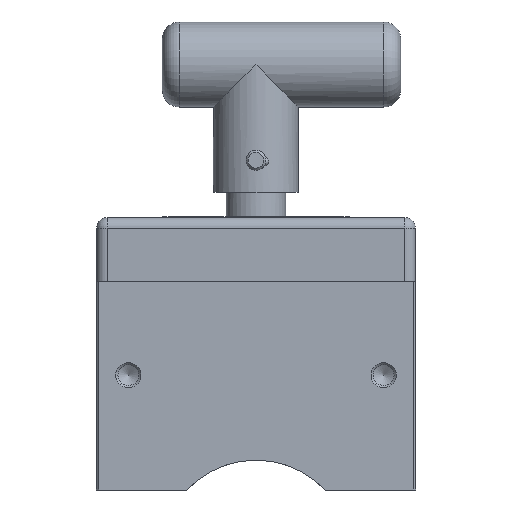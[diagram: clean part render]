
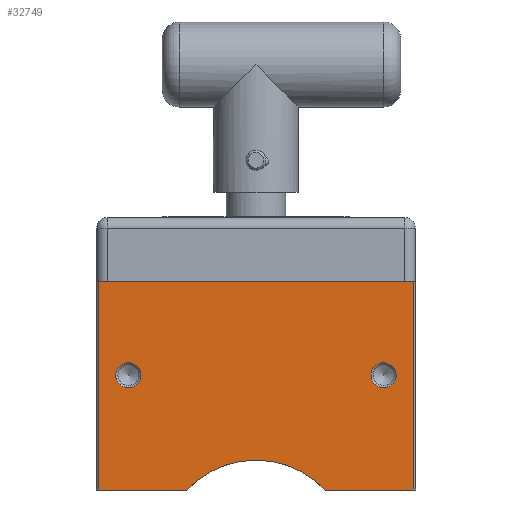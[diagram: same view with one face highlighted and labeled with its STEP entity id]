
A CAD part, front view. The second image highlights one B-rep face of the part: STEP entity #32749.
In plain terms, the highlighted planar face has unit normal (0, -1, 0).
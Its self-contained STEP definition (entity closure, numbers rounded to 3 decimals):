
#2940=FACE_BOUND($,#5239,.T.);
#2941=FACE_BOUND($,#5240,.T.);
#3234=CIRCLE($,#34667,22.5);
#3235=CIRCLE($,#34668,2.959);
#3236=CIRCLE($,#34669,2.959);
#3363=FACE_OUTER_BOUND($,#5238,.T.);
#5238=EDGE_LOOP($,(#21923,#21924,#21925,#21926,#21927,#21928));
#5239=EDGE_LOOP($,(#21929));
#5240=EDGE_LOOP($,(#21930));
#7378=LINE($,#41280,#10463);
#7386=LINE($,#41309,#10471);
#7392=LINE($,#41332,#10477);
#7394=LINE($,#41336,#10479);
#7395=LINE($,#41339,#10480);
#10463=VECTOR($,#35837,74.);
#10471=VECTOR($,#35863,49.);
#10477=VECTOR($,#35885,49.);
#10479=VECTOR($,#35889,20.69);
#10480=VECTOR($,#35892,20.69);
#13549=VERTEX_POINT($,#41277);
#13550=VERTEX_POINT($,#41279);
#13562=VERTEX_POINT($,#41307);
#13571=VERTEX_POINT($,#41331);
#13572=VERTEX_POINT($,#41335);
#13573=VERTEX_POINT($,#41337);
#13574=VERTEX_POINT($,#41340);
#13575=VERTEX_POINT($,#41342);
#16904=EDGE_CURVE($,#13550,#13549,#7378,.T.);
#16919=EDGE_CURVE($,#13562,#13549,#7386,.T.);
#16930=EDGE_CURVE($,#13550,#13571,#7392,.T.);
#16932=EDGE_CURVE($,#13562,#13572,#7394,.T.);
#16933=EDGE_CURVE($,#13572,#13573,#3234,.T.);
#16934=EDGE_CURVE($,#13573,#13571,#7395,.T.);
#16935=EDGE_CURVE($,#13574,#13574,#3235,.T.);
#16936=EDGE_CURVE($,#13575,#13575,#3236,.T.);
#21923=ORIENTED_EDGE($,*,*,#16919,.F.);
#21924=ORIENTED_EDGE($,*,*,#16932,.T.);
#21925=ORIENTED_EDGE($,*,*,#16933,.T.);
#21926=ORIENTED_EDGE($,*,*,#16934,.T.);
#21927=ORIENTED_EDGE($,*,*,#16930,.F.);
#21928=ORIENTED_EDGE($,*,*,#16904,.T.);
#21929=ORIENTED_EDGE($,*,*,#16935,.F.);
#21930=ORIENTED_EDGE($,*,*,#16936,.F.);
#31846=PLANE($,#34666);
#32749=ADVANCED_FACE($,(#3363,#2940,#2941),#31846,.T.);
#34666=AXIS2_PLACEMENT_3D($,#41334,#35887,#35888);
#34667=AXIS2_PLACEMENT_3D($,#41338,#35890,#35891);
#34668=AXIS2_PLACEMENT_3D($,#41341,#35893,#35894);
#34669=AXIS2_PLACEMENT_3D($,#41343,#35895,#35896);
#35837=DIRECTION($,(-1.,0.,0.));
#35863=DIRECTION($,(0.,0.,1.));
#35885=DIRECTION($,(0.,0.,-1.));
#35887=DIRECTION('center_axis',(0.,-1.,0.));
#35888=DIRECTION('ref_axis',(0.,0.,-1.));
#35889=DIRECTION($,(1.,0.,0.));
#35890=DIRECTION('center_axis',(0.,1.,0.));
#35891=DIRECTION('ref_axis',(1.,0.,0.));
#35892=DIRECTION($,(1.,0.,0.));
#35893=DIRECTION('center_axis',(0.,-1.,0.));
#35894=DIRECTION('ref_axis',(-1.,0.,0.));
#35895=DIRECTION('center_axis',(0.,-1.,0.));
#35896=DIRECTION('ref_axis',(-1.,0.,0.));
#41277=CARTESIAN_POINT('',(-37.,-25.75,49.));
#41279=CARTESIAN_POINT('',(37.,-25.75,49.));
#41280=CARTESIAN_POINT($,(-37.5,-25.75,49.));
#41307=CARTESIAN_POINT('',(-37.,-25.75,0.));
#41309=CARTESIAN_POINT($,(-37.,-25.75,0.));
#41331=CARTESIAN_POINT('',(37.,-25.75,0.));
#41332=CARTESIAN_POINT($,(37.,-25.75,0.));
#41334=CARTESIAN_POINT('Origin',(37.5,-25.75,0.));
#41335=CARTESIAN_POINT('',(-16.31,-25.75,0.));
#41336=CARTESIAN_POINT($,(-37.5,-25.75,0.));
#41337=CARTESIAN_POINT('',(16.31,-25.75,0.));
#41338=CARTESIAN_POINT('Origin',(0.,-25.75,-15.5));
#41339=CARTESIAN_POINT($,(-37.5,-25.75,0.));
#41340=CARTESIAN_POINT('',(-27.042,-25.75,27.));
#41341=CARTESIAN_POINT('Origin',(-30.,-25.75,27.));
#41342=CARTESIAN_POINT('',(32.959,-25.75,27.));
#41343=CARTESIAN_POINT('Origin',(30.,-25.75,27.));
